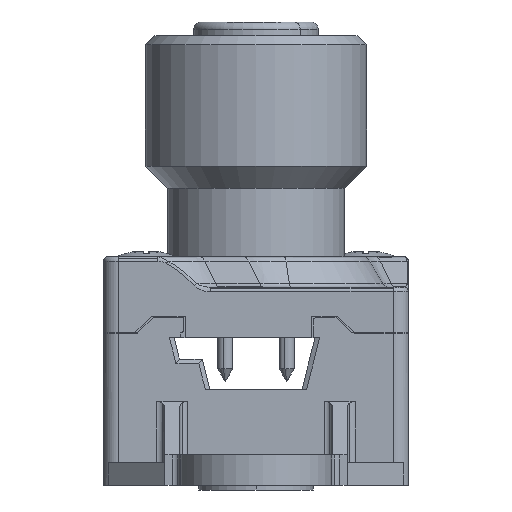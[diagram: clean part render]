
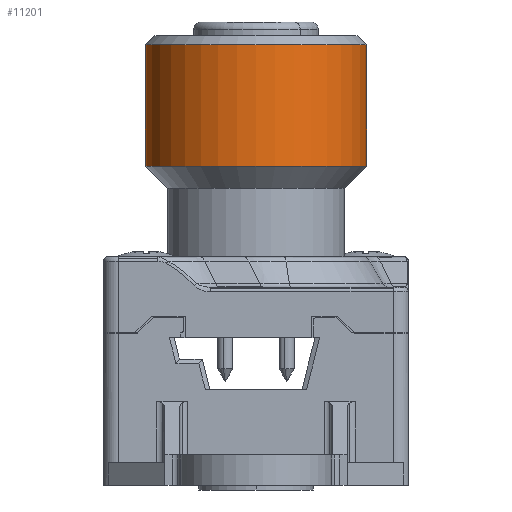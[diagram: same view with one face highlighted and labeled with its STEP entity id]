
A CAD part, front view. The second image highlights one B-rep face of the part: STEP entity #11201.
In plain terms, the highlighted cylindrical face has radius 7.25 mm (diameter 14.5 mm), a partial arc.
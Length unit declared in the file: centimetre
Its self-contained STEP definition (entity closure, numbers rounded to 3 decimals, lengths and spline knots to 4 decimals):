
#11142=CARTESIAN_POINT('',(0.725,0.,2.89));
#11143=VERTEX_POINT('',#11142);
#11151=CARTESIAN_POINT('',(-0.725,-0.,2.89));
#11152=VERTEX_POINT('',#11151);
#11159=CARTESIAN_POINT('',(0.,-0.,2.89));
#11160=DIRECTION('',(0.,0.,-1.));
#11161=DIRECTION('',(1.,0.,0.));
#11162=AXIS2_PLACEMENT_3D('',#11159,#11160,#11161);
#11163=CIRCLE('',#11162,0.725);
#11164=EDGE_CURVE('',#11143,#11152,#11163,.T.);
#11170=CARTESIAN_POINT('',(0.,-0.,2.4925));
#11171=DIRECTION('',(0.,0.,-1.));
#11172=DIRECTION('',(1.,0.,0.));
#11173=AXIS2_PLACEMENT_3D('',#11170,#11171,#11172);
#11174=CYLINDRICAL_SURFACE('',#11173,0.725);
#11175=CARTESIAN_POINT('',(0.725,0.,2.095));
#11176=VERTEX_POINT('',#11175);
#11177=CARTESIAN_POINT('',(0.725,0.,2.095));
#11178=DIRECTION('',(-0.,-0.,1.));
#11179=VECTOR('',#11178,0.795);
#11180=LINE('',#11177,#11179);
#11181=EDGE_CURVE('',#11176,#11143,#11180,.T.);
#11182=ORIENTED_EDGE('',*,*,#11181,.T.);
#11183=ORIENTED_EDGE('',*,*,#11164,.T.);
#11184=CARTESIAN_POINT('',(-0.725,-0.,2.095));
#11185=VERTEX_POINT('',#11184);
#11186=CARTESIAN_POINT('',(-0.725,-0.,2.095));
#11187=DIRECTION('',(0.,-0.,1.));
#11188=VECTOR('',#11187,0.795);
#11189=LINE('',#11186,#11188);
#11190=EDGE_CURVE('',#11185,#11152,#11189,.T.);
#11191=ORIENTED_EDGE('',*,*,#11190,.F.);
#11192=CARTESIAN_POINT('',(0.,-0.,2.095));
#11193=DIRECTION('',(0.,0.,-1.));
#11194=DIRECTION('',(1.,0.,0.));
#11195=AXIS2_PLACEMENT_3D('',#11192,#11193,#11194);
#11196=CIRCLE('',#11195,0.725);
#11197=EDGE_CURVE('',#11176,#11185,#11196,.T.);
#11198=ORIENTED_EDGE('',*,*,#11197,.F.);
#11199=EDGE_LOOP('',(#11182,#11183,#11191,#11198));
#11200=FACE_BOUND('',#11199,.T.);
#11201=ADVANCED_FACE('',(#11200),#11174,.T.);
